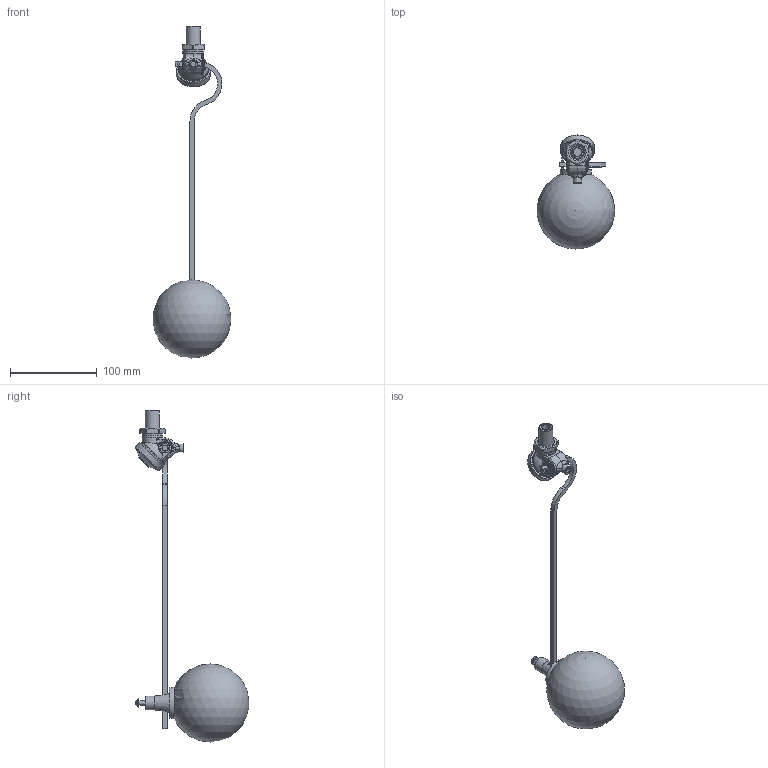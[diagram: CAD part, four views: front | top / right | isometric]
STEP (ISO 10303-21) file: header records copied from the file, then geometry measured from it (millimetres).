
FILE_DESCRIPTION(/* description */ (''),/* implementation_level */ '2;1');
FILE_NAME(/* name */ '000711-F_KU.stp',/* time_stamp */ '2022-02-03T15:27:49+01:00',/* author */ ('junkers'),/* organization */ (''),/* preprocessor_version */ 'ST-DEVELOPER v18.1',/* originating_system */ 'Autodesk Inventor 2021',/* authorisation */ '');
FILE_SCHEMA (('AUTOMOTIVE_DESIGN { 1 0 10303 214 3 1 1 }'));
Length unit declared in the file: millimetre
Products named in the file (1): 000711-F_KU_step
Bounding box: 89.67 x 131.08 x 382.86 mm (x, y, z)
Volume: 439772.2 mm3; surface area: 45246.6 mm2
Topology: 2 solids, 2 shells, 298 faces, 752 edges, 459 vertices
Faces by surface type: plane 82, bspline 73, cylinder 61, cone 36, torus 35, sphere 11
Full cylindrical faces by diameter (mm): 2 x1, 4.8 x1, 6 x1, 10 x2, 11 x2, 16 x2, 16.226 x1, 23 x1, 24 x1, 35 x1, 36 x2, 39 x1
Entity records: 11855 total; most frequent: CARTESIAN_POINT 5241, ORIENTED_EDGE 1482, DIRECTION 1240, EDGE_CURVE 741, AXIS2_PLACEMENT_3D 528, VERTEX_POINT 459, EDGE_LOOP 318, FACE_OUTER_BOUND 298
